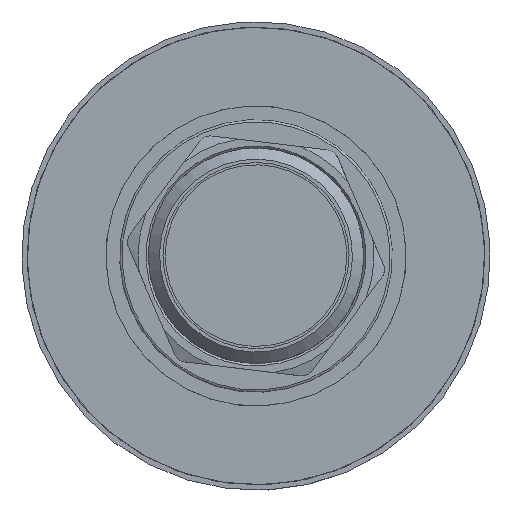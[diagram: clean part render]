
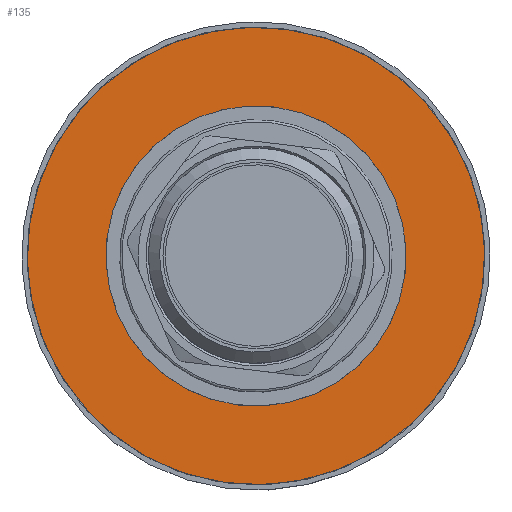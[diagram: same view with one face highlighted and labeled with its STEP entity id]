
A CAD part, top view. The second image highlights one B-rep face of the part: STEP entity #135.
In plain terms, the highlighted planar face has unit normal (0, 0, 1).
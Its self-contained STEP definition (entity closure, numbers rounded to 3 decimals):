
#48 = VERTEX_POINT ( 'NONE', #1220 ) ;
#132 = EDGE_CURVE ( 'NONE', #726, #726, #298, .T. ) ;
#135 = ADVANCED_FACE ( 'NONE', ( #1337, #1628 ), #1039, .T. ) ;
#188 = CARTESIAN_POINT ( 'NONE',  ( 0., 0., 2. ) ) ;
#191 = ORIENTED_EDGE ( 'NONE', *, *, #132, .T. ) ;
#298 = CIRCLE ( 'NONE', #1346, 50.8 ) ;
#305 = CARTESIAN_POINT ( 'NONE',  ( 50.8, 0., 2. ) ) ;
#334 = CARTESIAN_POINT ( 'NONE',  ( 0., 0., 2. ) ) ;
#462 = DIRECTION ( 'NONE',  ( 1., 0., 0. ) ) ;
#485 = DIRECTION ( 'NONE',  ( 0., 0., 1. ) ) ;
#726 = VERTEX_POINT ( 'NONE', #305 ) ;
#818 = AXIS2_PLACEMENT_3D ( 'NONE', #884, #1303, #877 ) ;
#877 = DIRECTION ( 'NONE',  ( 1., 0., 0. ) ) ;
#884 = CARTESIAN_POINT ( 'NONE',  ( 0., 0., 2. ) ) ;
#902 = DIRECTION ( 'NONE',  ( 1., 0., 0. ) ) ;
#903 = CIRCLE ( 'NONE', #818, 22. ) ;
#940 = EDGE_CURVE ( 'NONE', #48, #48, #903, .T. ) ;
#1039 = PLANE ( 'NONE',  #1495 ) ;
#1067 = DIRECTION ( 'NONE',  ( 0., 0., 1. ) ) ;
#1220 = CARTESIAN_POINT ( 'NONE',  ( 22., 0., 2. ) ) ;
#1278 = EDGE_LOOP ( 'NONE', ( #191 ) ) ;
#1303 = DIRECTION ( 'NONE',  ( 0., 0., 1. ) ) ;
#1323 = ORIENTED_EDGE ( 'NONE', *, *, #940, .F. ) ;
#1337 = FACE_BOUND ( 'NONE', #1804, .T. ) ;
#1346 = AXIS2_PLACEMENT_3D ( 'NONE', #188, #485, #462 ) ;
#1495 = AXIS2_PLACEMENT_3D ( 'NONE', #334, #1067, #902 ) ;
#1628 = FACE_OUTER_BOUND ( 'NONE', #1278, .T. ) ;
#1804 = EDGE_LOOP ( 'NONE', ( #1323 ) ) ;
